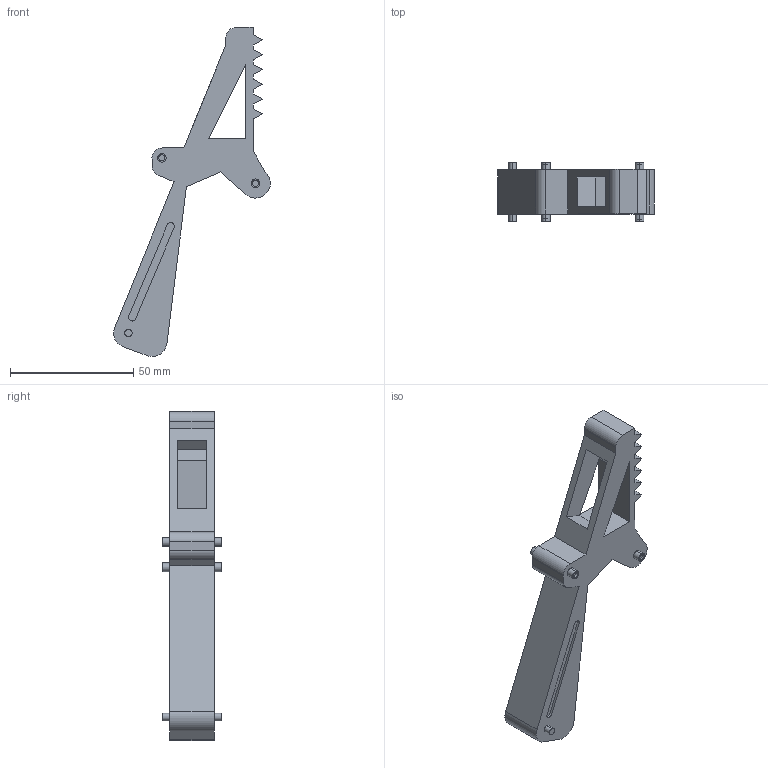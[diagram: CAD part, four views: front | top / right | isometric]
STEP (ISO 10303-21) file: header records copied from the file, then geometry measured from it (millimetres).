
FILE_DESCRIPTION (( 'STEP AP203' ), '1' );
FILE_NAME ('Part6 - Copy_Default_sldprt.STEP', '2024-12-27T18:19:19', ( '' ), ( '' ), 'SwSTEP 2.0', 'SolidWorks 2023', '' );
FILE_SCHEMA (( 'CONFIG_CONTROL_DESIGN' ));
Length unit declared in the file: millimetre
Products named in the file (1): Part6 - Copy_Default_sldprt
Bounding box: 63.49 x 24 x 133.32 mm (x, y, z)
Volume: 38988.8 mm3; surface area: 13662.5 mm2
Topology: 1 solids, 1 shells, 91 faces, 231 edges, 154 vertices
Faces by surface type: plane 57, cylinder 34
Entity records: 2838 total; most frequent: DIRECTION 483, CARTESIAN_POINT 477, ORIENTED_EDGE 462, EDGE_CURVE 231, VECTOR 163, LINE 163, AXIS2_PLACEMENT_3D 160, VERTEX_POINT 154
